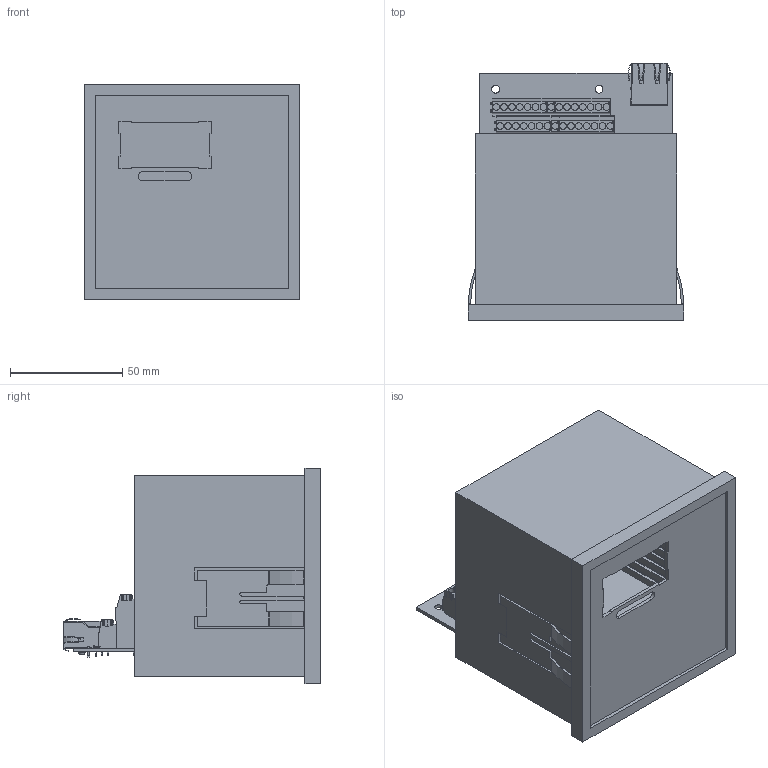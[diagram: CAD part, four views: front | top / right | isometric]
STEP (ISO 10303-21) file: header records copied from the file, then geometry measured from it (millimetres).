
FILE_DESCRIPTION((''),'2;1');
FILE_NAME('080111.1.stp','2011-05-26T14:10:23',(''),(''),'Mechanical Desktop 2009','Mechanical Desktop 2009',', , ');
FILE_SCHEMA(('CONFIG_CONTROL_DESIGN'));
Length unit declared in the file: millimetre
Products named in the file (21): E0801111; E0801094; TEIL1; TEIL2A; E0801094|AVE_RENDER; E0801094|AVE_GLOBAL; E0801094|RM_SDB; E0801091A; E0801091; E0801095; TEIL1A; 1; 432028926; TEIL2; FEDERKLAMMER_NGS_NF; FEDERKLAMMER_NGS_NFA; E0801098; E0801098A; LINSENBLECHSCHR_ST2_2X6_5; LINSENBLECHSCHR_ST2_2X6_5A; RM_SDB
Assembly tree (35 placements, depth 3):
  E0801111
    E0801094
      TEIL1
      TEIL2A
      E0801094|AVE_RENDER  x8
      E0801094|AVE_GLOBAL
      E0801094|RM_SDB  x3
    E0801091A
      E0801091
    E0801095
      TEIL1A
      1  x2
      432028926
      TEIL2  x2
    FEDERKLAMMER_NGS_NF  x2
      FEDERKLAMMER_NGS_NFA
    E0801098
      E0801098A
    LINSENBLECHSCHR_ST2_2X6_5  x2
      LINSENBLECHSCHR_ST2_2X6_5A
    RM_SDB  x3
Bounding box: 96 x 114.5 x 96 mm (x, y, z)
Volume: 125983.8 mm3; surface area: 141303.6 mm2
Topology: 14 solids, 14 shells, 2012 faces, 5507 edges, 3665 vertices
Faces by surface type: plane 1659, cylinder 289, bspline 40, cone 24
Entity records: 48914 total; most frequent: CARTESIAN_POINT 9547, ORIENTED_EDGE 8298, DIRECTION 7590, EDGE_CURVE 4149, VECTOR 3670, LINE 3670, VERTEX_POINT 2719, AXIS2_PLACEMENT_3D 1960
